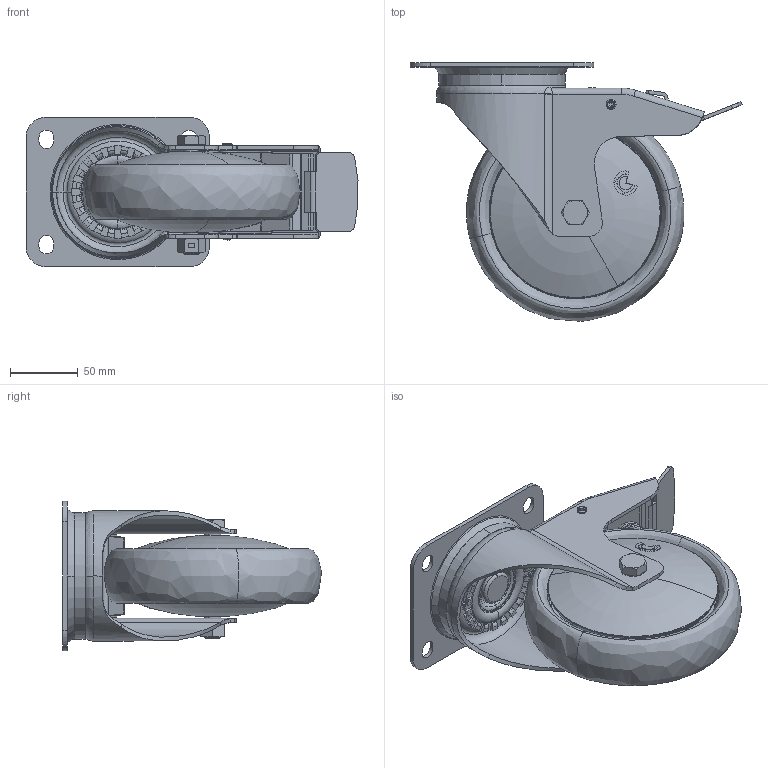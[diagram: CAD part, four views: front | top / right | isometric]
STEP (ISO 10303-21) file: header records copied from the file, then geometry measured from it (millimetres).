
FILE_DESCRIPTION (( 'STEP AP214' ), '1' );
FILE_NAME ('0055711.step', '2023-08-08T10:38:24', ( '' ), ( '' ), 'SwSTEP 2.0', 'SolidWorks 2020', '' );
FILE_SCHEMA (( 'AUTOMOTIVE_DESIGN' ));
Length unit declared in the file: millimetre
Products named in the file (1): 0055711
Bounding box: 244.14 x 189.77 x 110 mm (x, y, z)
Surface area: 306751.4 mm2 (no closed solid volume)
Topology: 0 solids, 30 shells, 843 faces, 2299 edges, 1500 vertices
Faces by surface type: plane 281, cylinder 221, torus 130, bspline 101, cone 96, sphere 14
Entity records: 43654 total; most frequent: CARTESIAN_POINT 13169, DIRECTION 4608, ORIENTED_EDGE 4095, EDGE_CURVE 2299, AXIS2_PLACEMENT_3D 1862, VERTEX_POINT 1500, CIRCLE 1119, EDGE_LOOP 905
